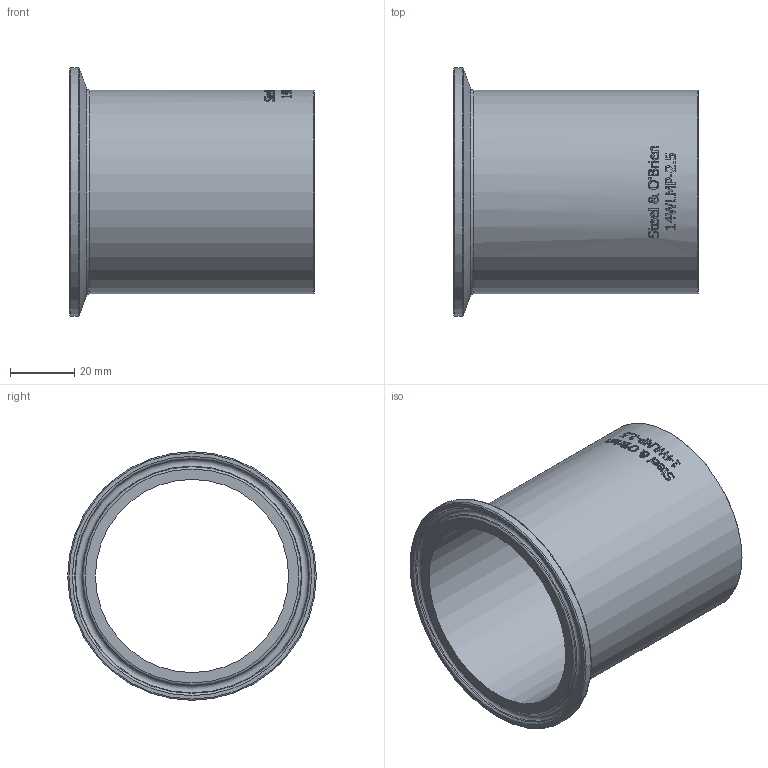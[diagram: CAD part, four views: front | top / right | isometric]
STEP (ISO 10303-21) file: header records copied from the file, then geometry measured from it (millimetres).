
FILE_DESCRIPTION(/* description */ (''),/* implementation_level */ '2;1');
FILE_NAME(/* name */ '14WLMP-2.5.stp',/* time_stamp */ '2019-01-23T16:14:39-05:00',/* author */ ('rick'),/* organization */ (''),/* preprocessor_version */ 'ST-DEVELOPER v15.2',/* originating_system */ 'Autodesk Inventor 2014',/* authorisation */ '');
FILE_SCHEMA (('AUTOMOTIVE_DESIGN { 1 0 10303 214 3 1 1 }'));
Length unit declared in the file: inch
Products named in the file (1): 14WLMP-2.5
Bounding box: 76.2 x 77.47 x 77.47 mm (x, y, z)
Volume: 29992.1 mm3; surface area: 33311.1 mm2
Topology: 1 solids, 1 shells, 368 faces, 982 edges, 651 vertices
Faces by surface type: plane 168, bspline 152, cylinder 37, torus 8, cone 3
Full cylindrical faces by diameter (mm): 60.198 x1, 63.5 x1, 77.47 x1
Entity records: 14210 total; most frequent: CARTESIAN_POINT 5860, ORIENTED_EDGE 1936, DIRECTION 1311, EDGE_CURVE 968, VERTEX_POINT 651, LINE 451, VECTOR 451, AXIS2_PLACEMENT_3D 430
